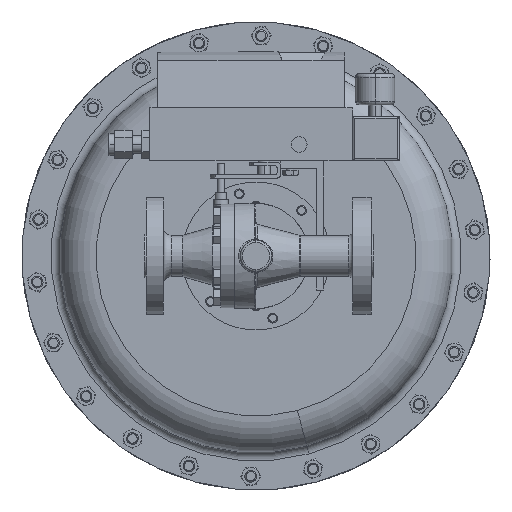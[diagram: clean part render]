
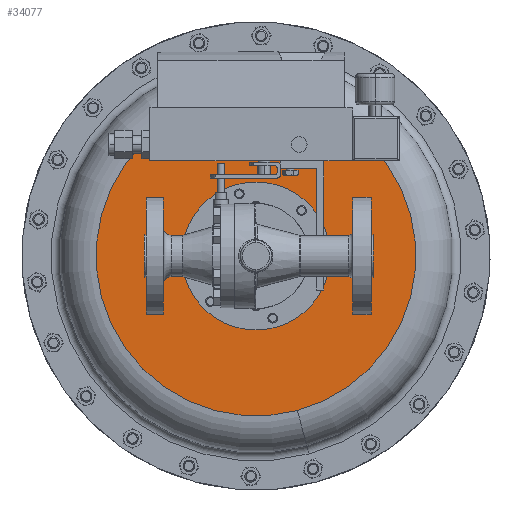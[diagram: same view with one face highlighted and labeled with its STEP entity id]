
A CAD part, front view. The second image highlights one B-rep face of the part: STEP entity #34077.
In plain terms, the highlighted planar face has unit normal (0, -1, 0).
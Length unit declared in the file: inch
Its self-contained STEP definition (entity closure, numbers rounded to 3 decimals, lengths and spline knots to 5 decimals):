
#636 = CIRCLE ( 'NONE', #13084, 5.125 ) ;
#1873 = CARTESIAN_POINT ( 'NONE',  ( -0.19942, 9.12924, 4.12548 ) ) ;
#2249 = VERTEX_POINT ( 'NONE', #25272 ) ;
#3131 = DIRECTION ( 'NONE',  ( 0., 1., 0. ) ) ;
#3698 = EDGE_CURVE ( 'NONE', #14296, #4826, #636, .T. ) ;
#4354 = AXIS2_PLACEMENT_3D ( 'NONE', #28823, #9815, #32034 ) ;
#4826 = VERTEX_POINT ( 'NONE', #8223 ) ;
#5067 = DIRECTION ( 'NONE',  ( -0.259, 0., 0.966 ) ) ;
#5566 = EDGE_LOOP ( 'NONE', ( #6275, #23516 ) ) ;
#6275 = ORIENTED_EDGE ( 'NONE', *, *, #34988, .T. ) ;
#6808 = DIRECTION ( 'NONE',  ( 0.259, 0., -0.966 ) ) ;
#8223 = CARTESIAN_POINT ( 'NONE',  ( -1.52587, 9.12924, 9.07585 ) ) ;
#9135 = ORIENTED_EDGE ( 'NONE', *, *, #3698, .F. ) ;
#9815 = DIRECTION ( 'NONE',  ( 0., 1., 0. ) ) ;
#9842 = EDGE_LOOP ( 'NONE', ( #25076, #9135 ) ) ;
#10959 = FACE_OUTER_BOUND ( 'NONE', #9842, .T. ) ;
#13084 = AXIS2_PLACEMENT_3D ( 'NONE', #25343, #3131, #22172 ) ;
#14267 = DIRECTION ( 'NONE',  ( 0., 1., 0. ) ) ;
#14296 = VERTEX_POINT ( 'NONE', #30673 ) ;
#14547 = EDGE_CURVE ( 'NONE', #24122, #2249, #30496, .T. ) ;
#16245 = CARTESIAN_POINT ( 'NONE',  ( 4.75095, 9.12924, 5.45193 ) ) ;
#19331 = PLANE ( 'NONE',  #35570 ) ;
#20808 = CIRCLE ( 'NONE', #28679, 5.125 ) ;
#22172 = DIRECTION ( 'NONE',  ( -0.259, 0., 0.966 ) ) ;
#23516 = ORIENTED_EDGE ( 'NONE', *, *, #14547, .T. ) ;
#24081 = DIRECTION ( 'NONE',  ( 0., 1., 0. ) ) ;
#24122 = VERTEX_POINT ( 'NONE', #25370 ) ;
#25076 = ORIENTED_EDGE ( 'NONE', *, *, #35612, .F. ) ;
#25272 = CARTESIAN_POINT ( 'NONE',  ( -1.8788, 9.12924, 5.80486 ) ) ;
#25343 = CARTESIAN_POINT ( 'NONE',  ( -0.19942, 9.12924, 4.12548 ) ) ;
#25370 = CARTESIAN_POINT ( 'NONE',  ( 1.47996, 9.12924, 2.4461 ) ) ;
#25816 = DIRECTION ( 'NONE',  ( 0., -1., 0. ) ) ;
#27278 = CIRCLE ( 'NONE', #28127, 2.375 ) ;
#28127 = AXIS2_PLACEMENT_3D ( 'NONE', #33304, #14267, #36487 ) ;
#28679 = AXIS2_PLACEMENT_3D ( 'NONE', #1873, #24081, #5067 ) ;
#28823 = CARTESIAN_POINT ( 'NONE',  ( -0.19942, 9.12924, 4.12548 ) ) ;
#28839 = FACE_BOUND ( 'NONE', #5566, .T. ) ;
#30496 = CIRCLE ( 'NONE', #4354, 2.375 ) ;
#30673 = CARTESIAN_POINT ( 'NONE',  ( 1.12703, 9.12924, -0.82489 ) ) ;
#32034 = DIRECTION ( 'NONE',  ( 0.707, 0., -0.707 ) ) ;
#33304 = CARTESIAN_POINT ( 'NONE',  ( -0.19942, 9.12924, 4.12548 ) ) ;
#34077 = ADVANCED_FACE ( 'NONE', ( #10959, #28839 ), #19331, .T. ) ;
#34988 = EDGE_CURVE ( 'NONE', #2249, #24122, #27278, .T. ) ;
#35570 = AXIS2_PLACEMENT_3D ( 'NONE', #16245, #25816, #6808 ) ;
#35612 = EDGE_CURVE ( 'NONE', #4826, #14296, #20808, .T. ) ;
#36487 = DIRECTION ( 'NONE',  ( 0.707, 0., -0.707 ) ) ;
